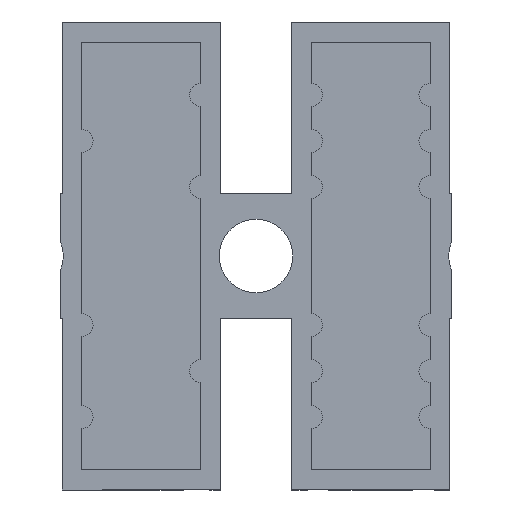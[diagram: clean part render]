
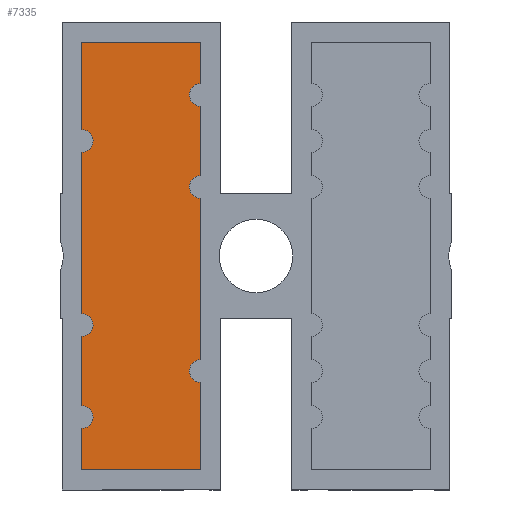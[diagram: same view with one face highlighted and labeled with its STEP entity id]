
A CAD part, front view. The second image highlights one B-rep face of the part: STEP entity #7335.
In plain terms, the highlighted planar face has unit normal (0, -1, 0).
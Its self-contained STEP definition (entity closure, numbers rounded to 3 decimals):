
#4 = EDGE_CURVE ( 'NONE', #5080, #3142, #2743, .T. ) ;
#101 = DIRECTION ( 'NONE',  ( 0., 0., 1. ) ) ;
#185 = ORIENTED_EDGE ( 'NONE', *, *, #4580, .F. ) ;
#317 = EDGE_LOOP ( 'NONE', ( #1929, #12208, #7847, #8909, #9774, #10064, #185, #2057, #8188, #10649, #2117, #11242, #10513, #8122, #6704, #6723 ) ) ;
#434 = CARTESIAN_POINT ( 'NONE',  ( -47.48, 2.2, -9.3 ) ) ;
#596 = CIRCLE ( 'NONE', #7840, 0.5 ) ;
#795 = DIRECTION ( 'NONE',  ( 0., 0., -1. ) ) ;
#800 = EDGE_CURVE ( 'NONE', #12773, #4395, #10958, .T. ) ;
#822 = LINE ( 'NONE', #2899, #5990 ) ;
#927 = CARTESIAN_POINT ( 'NONE',  ( -47.48, 2.2, -9.3 ) ) ;
#1093 = EDGE_CURVE ( 'NONE', #5080, #3380, #9581, .T. ) ;
#1159 = EDGE_CURVE ( 'NONE', #2819, #4438, #6216, .T. ) ;
#1205 = VECTOR ( 'NONE', #5389, 1000. ) ;
#1208 = DIRECTION ( 'NONE',  ( 0., -1., 0. ) ) ;
#1611 = CIRCLE ( 'NONE', #11921, 0.5 ) ;
#1645 = DIRECTION ( 'NONE',  ( 1., 0., 0. ) ) ;
#1712 = EDGE_CURVE ( 'NONE', #4395, #10653, #7536, .T. ) ;
#1769 = DIRECTION ( 'NONE',  ( -1., 0., 0. ) ) ;
#1908 = CARTESIAN_POINT ( 'NONE',  ( -47.48, 2.2, -3. ) ) ;
#1929 = ORIENTED_EDGE ( 'NONE', *, *, #8695, .F. ) ;
#1969 = LINE ( 'NONE', #7923, #7407 ) ;
#1983 = CARTESIAN_POINT ( 'NONE',  ( -47.48, 2.2, -7.5 ) ) ;
#2057 = ORIENTED_EDGE ( 'NONE', *, *, #1159, .T. ) ;
#2117 = ORIENTED_EDGE ( 'NONE', *, *, #1712, .T. ) ;
#2152 = VECTOR ( 'NONE', #101, 1000. ) ;
#2173 = LINE ( 'NONE', #2730, #12000 ) ;
#2180 = DIRECTION ( 'NONE',  ( 0., 0., -1. ) ) ;
#2319 = EDGE_CURVE ( 'NONE', #10653, #11019, #2173, .T. ) ;
#2580 = VERTEX_POINT ( 'NONE', #3472 ) ;
#2670 = CIRCLE ( 'NONE', #11537, 0.5 ) ;
#2730 = CARTESIAN_POINT ( 'NONE',  ( -47.48, 2.2, -9.3 ) ) ;
#2743 = LINE ( 'NONE', #927, #6903 ) ;
#2781 = DIRECTION ( 'NONE',  ( 0., -1., 0. ) ) ;
#2819 = VERTEX_POINT ( 'NONE', #11632 ) ;
#2899 = CARTESIAN_POINT ( 'NONE',  ( -42.3, 2.2, -9.3 ) ) ;
#3142 = VERTEX_POINT ( 'NONE', #12763 ) ;
#3225 = EDGE_CURVE ( 'NONE', #7428, #4332, #12569, .T. ) ;
#3380 = VERTEX_POINT ( 'NONE', #9733 ) ;
#3444 = EDGE_CURVE ( 'NONE', #2580, #3946, #1969, .T. ) ;
#3472 = CARTESIAN_POINT ( 'NONE',  ( -42.3, 2.2, -4.5 ) ) ;
#3555 = EDGE_CURVE ( 'NONE', #4300, #7428, #9129, .T. ) ;
#3729 = CARTESIAN_POINT ( 'NONE',  ( -47.48, 2.2, -9.3 ) ) ;
#3805 = EDGE_CURVE ( 'NONE', #2580, #6786, #596, .T. ) ;
#3936 = DIRECTION ( 'NONE',  ( 0., 1., 0. ) ) ;
#3946 = VERTEX_POINT ( 'NONE', #7851 ) ;
#4012 = AXIS2_PLACEMENT_3D ( 'NONE', #1908, #5858, #9795 ) ;
#4174 = DIRECTION ( 'NONE',  ( 0., 0., -1. ) ) ;
#4300 = VERTEX_POINT ( 'NONE', #1983 ) ;
#4303 = VECTOR ( 'NONE', #1645, 1000. ) ;
#4332 = VERTEX_POINT ( 'NONE', #7375 ) ;
#4379 = CARTESIAN_POINT ( 'NONE',  ( -42.3, 2.2, 7.5 ) ) ;
#4395 = VERTEX_POINT ( 'NONE', #6464 ) ;
#4438 = VERTEX_POINT ( 'NONE', #6402 ) ;
#4540 = EDGE_CURVE ( 'NONE', #12773, #4438, #9234, .T. ) ;
#4580 = EDGE_CURVE ( 'NONE', #2819, #3946, #1611, .T. ) ;
#4863 = CARTESIAN_POINT ( 'NONE',  ( -42.3, 2.2, 3. ) ) ;
#4970 = FACE_OUTER_BOUND ( 'NONE', #317, .T. ) ;
#5080 = VERTEX_POINT ( 'NONE', #9630 ) ;
#5389 = DIRECTION ( 'NONE',  ( 0., 0., -1. ) ) ;
#5622 = EDGE_CURVE ( 'NONE', #6594, #11019, #2670, .T. ) ;
#5697 = DIRECTION ( 'NONE',  ( 0., 0., -1. ) ) ;
#5710 = VECTOR ( 'NONE', #7130, 1000. ) ;
#5716 = CARTESIAN_POINT ( 'NONE',  ( -47.48, 2.2, 4.5 ) ) ;
#5831 = CARTESIAN_POINT ( 'NONE',  ( -47.48, 2.2, -9.3 ) ) ;
#5858 = DIRECTION ( 'NONE',  ( 0., -1., 0. ) ) ;
#5877 = VECTOR ( 'NONE', #1769, 1000. ) ;
#5917 = DIRECTION ( 'NONE',  ( 0., 0., 1. ) ) ;
#5922 = DIRECTION ( 'NONE',  ( 0., -1., 0. ) ) ;
#5933 = PLANE ( 'NONE',  #6171 ) ;
#5990 = VECTOR ( 'NONE', #7756, 1000. ) ;
#6171 = AXIS2_PLACEMENT_3D ( 'NONE', #12768, #3936, #10840 ) ;
#6216 = LINE ( 'NONE', #6407, #5710 ) ;
#6356 = CARTESIAN_POINT ( 'NONE',  ( -47.48, 2.2, -9.3 ) ) ;
#6402 = CARTESIAN_POINT ( 'NONE',  ( -42.3, 2.2, 6.5 ) ) ;
#6407 = CARTESIAN_POINT ( 'NONE',  ( -42.3, 2.2, -9.3 ) ) ;
#6464 = CARTESIAN_POINT ( 'NONE',  ( -42.3, 2.2, 9.3 ) ) ;
#6594 = VERTEX_POINT ( 'NONE', #5716 ) ;
#6666 = DIRECTION ( 'NONE',  ( 0., 0., -1. ) ) ;
#6704 = ORIENTED_EDGE ( 'NONE', *, *, #1093, .F. ) ;
#6723 = ORIENTED_EDGE ( 'NONE', *, *, #4, .T. ) ;
#6763 = CARTESIAN_POINT ( 'NONE',  ( -47.48, 2.2, 5. ) ) ;
#6786 = VERTEX_POINT ( 'NONE', #8100 ) ;
#6848 = CARTESIAN_POINT ( 'NONE',  ( -47.48, 2.2, 5.5 ) ) ;
#6903 = VECTOR ( 'NONE', #795, 1000. ) ;
#7130 = DIRECTION ( 'NONE',  ( 0., 0., 1. ) ) ;
#7156 = CARTESIAN_POINT ( 'NONE',  ( -42.3, 2.2, -9.3 ) ) ;
#7241 = CARTESIAN_POINT ( 'NONE',  ( -47.48, 2.2, -7. ) ) ;
#7335 = ADVANCED_FACE ( 'NONE', ( #4970 ), #5933, .F. ) ;
#7375 = CARTESIAN_POINT ( 'NONE',  ( -42.3, 2.2, -9.3 ) ) ;
#7407 = VECTOR ( 'NONE', #5917, 1000. ) ;
#7428 = VERTEX_POINT ( 'NONE', #434 ) ;
#7517 = LINE ( 'NONE', #5831, #10170 ) ;
#7536 = LINE ( 'NONE', #10632, #5877 ) ;
#7571 = DIRECTION ( 'NONE',  ( 0., 0., -1. ) ) ;
#7756 = DIRECTION ( 'NONE',  ( 0., 0., 1. ) ) ;
#7840 = AXIS2_PLACEMENT_3D ( 'NONE', #11391, #8684, #9515 ) ;
#7847 = ORIENTED_EDGE ( 'NONE', *, *, #3225, .T. ) ;
#7851 = CARTESIAN_POINT ( 'NONE',  ( -42.3, 2.2, 2.5 ) ) ;
#7923 = CARTESIAN_POINT ( 'NONE',  ( -42.3, 2.2, -9.3 ) ) ;
#8100 = CARTESIAN_POINT ( 'NONE',  ( -42.3, 2.2, -5.5 ) ) ;
#8122 = ORIENTED_EDGE ( 'NONE', *, *, #10270, .T. ) ;
#8188 = ORIENTED_EDGE ( 'NONE', *, *, #4540, .F. ) ;
#8684 = DIRECTION ( 'NONE',  ( 0., -1., 0. ) ) ;
#8695 = EDGE_CURVE ( 'NONE', #4300, #3142, #9500, .T. ) ;
#8863 = EDGE_CURVE ( 'NONE', #4332, #6786, #822, .T. ) ;
#8909 = ORIENTED_EDGE ( 'NONE', *, *, #8863, .T. ) ;
#9129 = LINE ( 'NONE', #6356, #1205 ) ;
#9168 = CARTESIAN_POINT ( 'NONE',  ( -47.48, 2.2, 9.3 ) ) ;
#9234 = CIRCLE ( 'NONE', #12537, 0.5 ) ;
#9500 = CIRCLE ( 'NONE', #11579, 0.5 ) ;
#9515 = DIRECTION ( 'NONE',  ( 0., 0., -1. ) ) ;
#9581 = CIRCLE ( 'NONE', #4012, 0.5 ) ;
#9630 = CARTESIAN_POINT ( 'NONE',  ( -47.48, 2.2, -3.5 ) ) ;
#9733 = CARTESIAN_POINT ( 'NONE',  ( -47.48, 2.2, -2.5 ) ) ;
#9774 = ORIENTED_EDGE ( 'NONE', *, *, #3805, .F. ) ;
#9795 = DIRECTION ( 'NONE',  ( 0., 0., -1. ) ) ;
#10064 = ORIENTED_EDGE ( 'NONE', *, *, #3444, .T. ) ;
#10170 = VECTOR ( 'NONE', #6666, 1000. ) ;
#10270 = EDGE_CURVE ( 'NONE', #6594, #3380, #7517, .T. ) ;
#10513 = ORIENTED_EDGE ( 'NONE', *, *, #5622, .F. ) ;
#10632 = CARTESIAN_POINT ( 'NONE',  ( -47.48, 2.2, 9.3 ) ) ;
#10649 = ORIENTED_EDGE ( 'NONE', *, *, #800, .T. ) ;
#10653 = VERTEX_POINT ( 'NONE', #9168 ) ;
#10668 = CARTESIAN_POINT ( 'NONE',  ( -42.3, 2.2, 7. ) ) ;
#10710 = DIRECTION ( 'NONE',  ( 0., 0., -1. ) ) ;
#10840 = DIRECTION ( 'NONE',  ( 0., 0., 1. ) ) ;
#10958 = LINE ( 'NONE', #7156, #2152 ) ;
#11019 = VERTEX_POINT ( 'NONE', #6848 ) ;
#11242 = ORIENTED_EDGE ( 'NONE', *, *, #2319, .T. ) ;
#11391 = CARTESIAN_POINT ( 'NONE',  ( -42.3, 2.2, -5. ) ) ;
#11537 = AXIS2_PLACEMENT_3D ( 'NONE', #6763, #5922, #10710 ) ;
#11579 = AXIS2_PLACEMENT_3D ( 'NONE', #7241, #1208, #2180 ) ;
#11632 = CARTESIAN_POINT ( 'NONE',  ( -42.3, 2.2, 3.5 ) ) ;
#11767 = DIRECTION ( 'NONE',  ( 0., -1., 0. ) ) ;
#11921 = AXIS2_PLACEMENT_3D ( 'NONE', #4863, #11767, #5697 ) ;
#12000 = VECTOR ( 'NONE', #4174, 1000. ) ;
#12208 = ORIENTED_EDGE ( 'NONE', *, *, #3555, .T. ) ;
#12537 = AXIS2_PLACEMENT_3D ( 'NONE', #10668, #2781, #7571 ) ;
#12569 = LINE ( 'NONE', #3729, #4303 ) ;
#12763 = CARTESIAN_POINT ( 'NONE',  ( -47.48, 2.2, -6.5 ) ) ;
#12768 = CARTESIAN_POINT ( 'NONE',  ( 0., 2.2, 0. ) ) ;
#12773 = VERTEX_POINT ( 'NONE', #4379 ) ;
